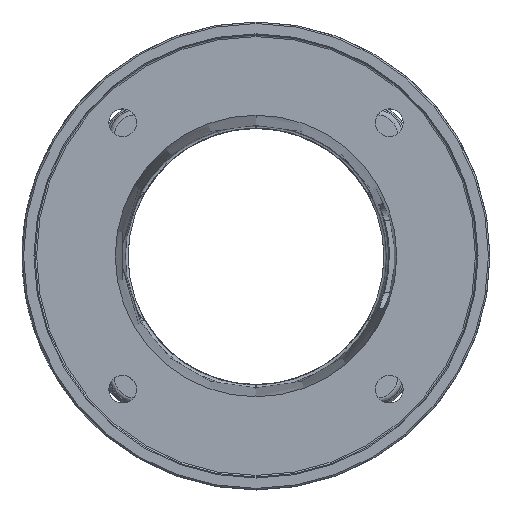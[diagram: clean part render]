
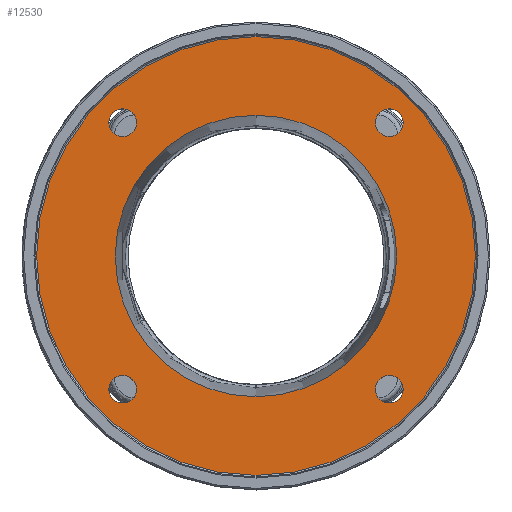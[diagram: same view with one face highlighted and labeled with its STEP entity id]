
A CAD part, top view. The second image highlights one B-rep face of the part: STEP entity #12530.
In plain terms, the highlighted planar face has unit normal (0, 0, 1).
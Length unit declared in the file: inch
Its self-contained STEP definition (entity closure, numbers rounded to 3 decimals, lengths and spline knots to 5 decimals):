
#550=CARTESIAN_POINT('',(0.,0.,-0.2075));
#551=DIRECTION('',(0.,0.,1.));
#552=DIRECTION('',(0.,1.,0.));
#553=AXIS2_PLACEMENT_3D('',#550,#551,#552);
#697=CARTESIAN_POINT('',(0.,0.,-0.2075));
#698=DIRECTION('',(0.,0.,-1.));
#699=DIRECTION('',(0.,1.,0.));
#700=AXIS2_PLACEMENT_3D('',#697,#698,#699);
#702=CARTESIAN_POINT('',(0.,0.,-0.2075));
#703=DIRECTION('',(0.,0.,1.));
#704=DIRECTION('',(0.,1.,0.));
#705=AXIS2_PLACEMENT_3D('',#702,#703,#704);
#843=CARTESIAN_POINT('',(0.,0.,-0.2075));
#844=DIRECTION('',(0.,0.,1.));
#845=DIRECTION('',(0.,-1.,0.));
#846=AXIS2_PLACEMENT_3D('',#843,#844,#845);
#4546=CARTESIAN_POINT('',(-2.56326,2.56326,-0.2075));
#4547=DIRECTION('',(0.,0.,-1.));
#4548=DIRECTION('',(-0.707,0.707,0.));
#4549=AXIS2_PLACEMENT_3D('',#4546,#4547,#4548);
#4556=CARTESIAN_POINT('',(-2.56326,2.56326,-0.2075));
#4557=DIRECTION('',(0.,0.,-1.));
#4558=DIRECTION('',(0.707,-0.707,0.));
#4559=AXIS2_PLACEMENT_3D('',#4556,#4557,#4558);
#4582=CARTESIAN_POINT('',(-2.56326,-2.56326,-0.2075));
#4583=DIRECTION('',(0.,0.,-1.));
#4584=DIRECTION('',(-0.707,-0.707,0.));
#4585=AXIS2_PLACEMENT_3D('',#4582,#4583,#4584);
#4592=CARTESIAN_POINT('',(-2.56326,-2.56326,-0.2075));
#4593=DIRECTION('',(0.,0.,-1.));
#4594=DIRECTION('',(0.707,0.707,0.));
#4595=AXIS2_PLACEMENT_3D('',#4592,#4593,#4594);
#4618=CARTESIAN_POINT('',(2.56326,-2.56326,-0.2075));
#4619=DIRECTION('',(0.,0.,-1.));
#4620=DIRECTION('',(0.707,-0.707,0.));
#4621=AXIS2_PLACEMENT_3D('',#4618,#4619,#4620);
#4628=CARTESIAN_POINT('',(2.56326,-2.56326,-0.2075));
#4629=DIRECTION('',(0.,0.,-1.));
#4630=DIRECTION('',(-0.707,0.707,0.));
#4631=AXIS2_PLACEMENT_3D('',#4628,#4629,#4630);
#4654=CARTESIAN_POINT('',(2.56326,2.56326,-0.2075));
#4655=DIRECTION('',(0.,0.,-1.));
#4656=DIRECTION('',(0.707,0.707,0.));
#4657=AXIS2_PLACEMENT_3D('',#4654,#4655,#4656);
#4664=CARTESIAN_POINT('',(2.56326,2.56326,-0.2075));
#4665=DIRECTION('',(0.,0.,-1.));
#4666=DIRECTION('',(-0.707,-0.707,0.));
#4667=AXIS2_PLACEMENT_3D('',#4664,#4665,#4666);
#11285=CARTESIAN_POINT('',(0.,4.22,-0.2075));
#11287=VERTEX_POINT('',#11285);
#11291=CARTESIAN_POINT('',(0.,-4.22,-0.2075));
#11293=VERTEX_POINT('',#11291);
#11297=CARTESIAN_POINT('',(0.,2.70736,-0.2075));
#11298=CARTESIAN_POINT('',(0.,-2.70736,-0.2075));
#11299=VERTEX_POINT('',#11297);
#11300=VERTEX_POINT('',#11298);
#11305=CARTESIAN_POINT('',(-2.75065,2.75065,-0.2075));
#11306=CARTESIAN_POINT('',(-2.37588,2.37588,-0.2075));
#11307=VERTEX_POINT('',#11305);
#11308=VERTEX_POINT('',#11306);
#11309=CARTESIAN_POINT('',(-2.75065,-2.75065,-0.2075));
#11310=CARTESIAN_POINT('',(-2.37588,-2.37588,-0.2075));
#11311=VERTEX_POINT('',#11309);
#11312=VERTEX_POINT('',#11310);
#11313=CARTESIAN_POINT('',(2.75065,-2.75065,-0.2075));
#11314=CARTESIAN_POINT('',(2.37588,-2.37588,-0.2075));
#11315=VERTEX_POINT('',#11313);
#11316=VERTEX_POINT('',#11314);
#11317=CARTESIAN_POINT('',(2.75065,2.75065,-0.2075));
#11318=CARTESIAN_POINT('',(2.37588,2.37588,-0.2075));
#11319=VERTEX_POINT('',#11317);
#11320=VERTEX_POINT('',#11318);
#12490=CARTESIAN_POINT('',(0.,0.,-0.2075));
#12491=DIRECTION('',(0.,0.,1.));
#12492=DIRECTION('',(0.,1.,0.));
#12493=AXIS2_PLACEMENT_3D('',#12490,#12491,#12492);
#12494=PLANE('',#12493);
#12496=ORIENTED_EDGE('',*,*,#12495,.T.);
#12498=ORIENTED_EDGE('',*,*,#12497,.F.);
#12499=EDGE_LOOP('',(#12496,#12498));
#12500=FACE_OUTER_BOUND('',#12499,.F.);
#12501=ORIENTED_EDGE('',*,*,#12230,.T.);
#12503=ORIENTED_EDGE('',*,*,#12502,.T.);
#12504=EDGE_LOOP('',(#12501,#12503));
#12505=FACE_BOUND('',#12504,.F.);
#12507=ORIENTED_EDGE('',*,*,#12506,.F.);
#12509=ORIENTED_EDGE('',*,*,#12508,.F.);
#12510=EDGE_LOOP('',(#12507,#12509));
#12511=FACE_BOUND('',#12510,.F.);
#12513=ORIENTED_EDGE('',*,*,#12512,.F.);
#12515=ORIENTED_EDGE('',*,*,#12514,.F.);
#12516=EDGE_LOOP('',(#12513,#12515));
#12517=FACE_BOUND('',#12516,.F.);
#12519=ORIENTED_EDGE('',*,*,#12518,.F.);
#12521=ORIENTED_EDGE('',*,*,#12520,.F.);
#12522=EDGE_LOOP('',(#12519,#12521));
#12523=FACE_BOUND('',#12522,.F.);
#12525=ORIENTED_EDGE('',*,*,#12524,.F.);
#12527=ORIENTED_EDGE('',*,*,#12526,.F.);
#12528=EDGE_LOOP('',(#12525,#12527));
#12529=FACE_BOUND('',#12528,.F.);
#12530=ADVANCED_FACE('',(#12500,#12505,#12511,#12517,#12523,#12529),#12494,.T.);
#554=CIRCLE('',#553,2.70736);
#701=CIRCLE('',#700,4.22);
#706=CIRCLE('',#705,4.22);
#847=CIRCLE('',#846,2.70736);
#4550=CIRCLE('',#4549,0.265);
#4560=CIRCLE('',#4559,0.265);
#4586=CIRCLE('',#4585,0.265);
#4596=CIRCLE('',#4595,0.265);
#4622=CIRCLE('',#4621,0.265);
#4632=CIRCLE('',#4631,0.265);
#4658=CIRCLE('',#4657,0.265);
#4668=CIRCLE('',#4667,0.265);
#12230=EDGE_CURVE('',#11299,#11300,#554,.T.);
#12495=EDGE_CURVE('',#11287,#11293,#701,.T.);
#12497=EDGE_CURVE('',#11287,#11293,#706,.T.);
#12502=EDGE_CURVE('',#11300,#11299,#847,.T.);
#12506=EDGE_CURVE('',#11307,#11308,#4550,.T.);
#12508=EDGE_CURVE('',#11308,#11307,#4560,.T.);
#12512=EDGE_CURVE('',#11311,#11312,#4586,.T.);
#12514=EDGE_CURVE('',#11312,#11311,#4596,.T.);
#12518=EDGE_CURVE('',#11315,#11316,#4622,.T.);
#12520=EDGE_CURVE('',#11316,#11315,#4632,.T.);
#12524=EDGE_CURVE('',#11319,#11320,#4658,.T.);
#12526=EDGE_CURVE('',#11320,#11319,#4668,.T.);
